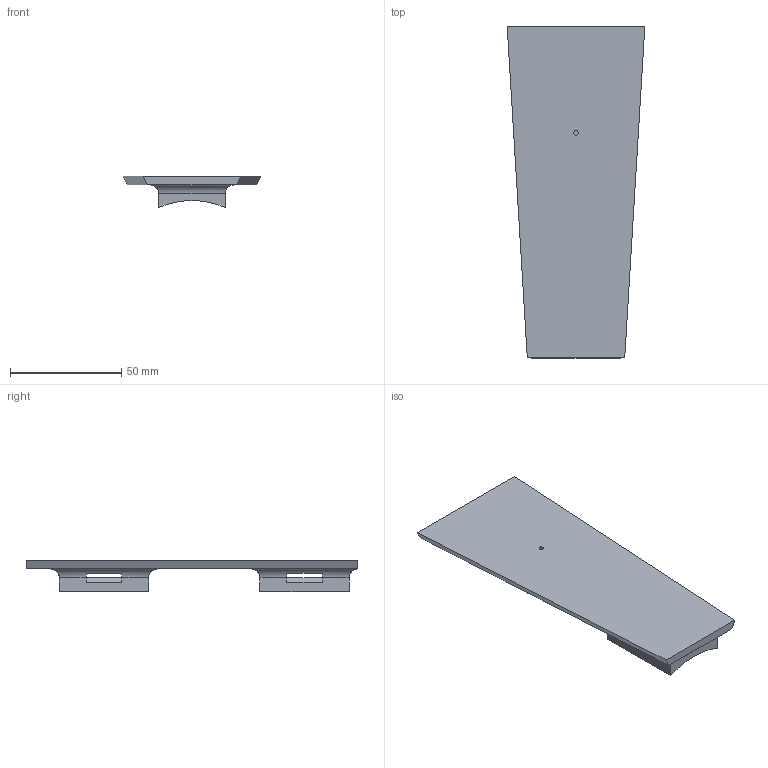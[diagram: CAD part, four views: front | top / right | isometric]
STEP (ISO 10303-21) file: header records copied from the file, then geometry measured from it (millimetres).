
FILE_DESCRIPTION(('HOOPS Exchange Step'),'2;1');
FILE_NAME('temp_export','2021-02-13T00:03:16-23:00',('mobile'),('Shapr3D Limited'),'HOOPS Exchange 2020.2','Shapr3D','Authorized');
FILE_SCHEMA( ('AP203_CONFIGURATION_CONTROLLED_3D_DESIGN_OF_MECHANICAL_PARTS_AND_ASSEMBLIES_MIM_LF') );
Length unit declared in the file: millimetre
Products named in the file (1): 5007AE2D-6F34-4159-822F-FD4A93C374B6.tmp
Bounding box: 61.8 x 149 x 13.98 mm (x, y, z)
Volume: 47012.3 mm3; surface area: 21062.6 mm2
Topology: 1 solids, 1 shells, 40 faces, 110 edges, 70 vertices
Faces by surface type: plane 27, cylinder 13
Full cylindrical faces by diameter (mm): 2 x1
Entity records: 1292 total; most frequent: CARTESIAN_POINT 221, ORIENTED_EDGE 220, DIRECTION 218, EDGE_CURVE 110, VECTOR 84, LINE 84, VERTEX_POINT 70, AXIS2_PLACEMENT_3D 67
